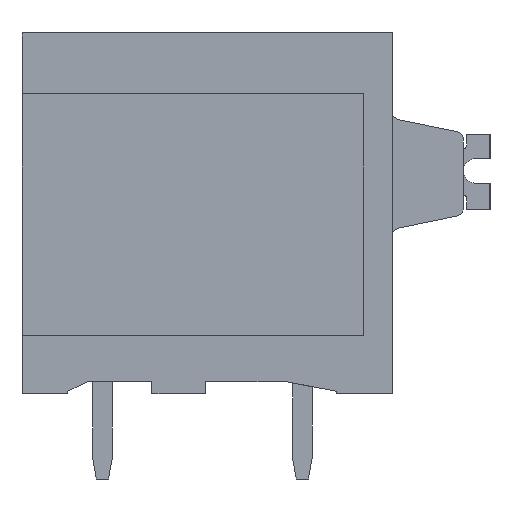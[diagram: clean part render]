
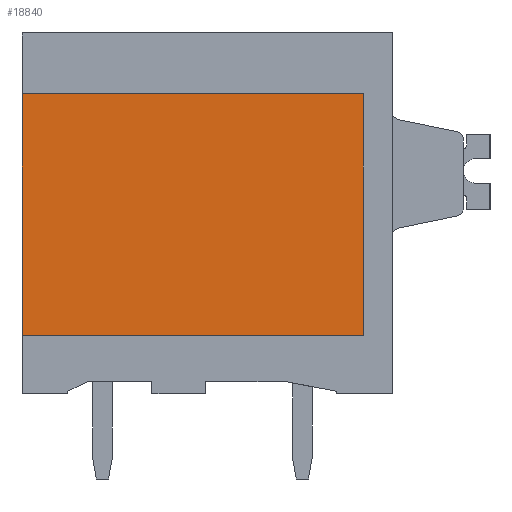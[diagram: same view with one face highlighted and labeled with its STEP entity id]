
A CAD part, left-side view. The second image highlights one B-rep face of the part: STEP entity #18840.
In plain terms, the highlighted planar face has unit normal (-1, 0, 0).
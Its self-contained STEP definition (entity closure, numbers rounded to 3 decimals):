
#7507=AXIS2_PLACEMENT_3D('Plane Axis2P3D',#7504,#7505,#7506) ;
#7504=CARTESIAN_POINT('Axis2P3D Location',(1.1,0.,0.)) ;
#18710=CARTESIAN_POINT('Vertex',(1.1,19.2,5.9)) ;
#18713=CARTESIAN_POINT('Line Origine',(1.1,19.2,10.85)) ;
#18717=CARTESIAN_POINT('Vertex',(1.1,19.2,15.8)) ;
#18790=CARTESIAN_POINT('Vertex',(1.1,5.2,5.9)) ;
#18793=CARTESIAN_POINT('Line Origine',(1.1,12.2,5.9)) ;
#18814=CARTESIAN_POINT('Vertex',(1.1,5.2,15.8)) ;
#18817=CARTESIAN_POINT('Line Origine',(1.1,5.2,10.85)) ;
#18829=CARTESIAN_POINT('Line Origine',(1.1,12.2,15.8)) ;
#7505=DIRECTION('Axis2P3D Direction',(-1.,0.,0.)) ;
#7506=DIRECTION('Axis2P3D XDirection',(0.,-1.,0.)) ;
#18714=DIRECTION('Vector Direction',(0.,0.,1.)) ;
#18794=DIRECTION('Vector Direction',(0.,1.,0.)) ;
#18818=DIRECTION('Vector Direction',(0.,0.,1.)) ;
#18830=DIRECTION('Vector Direction',(0.,1.,0.)) ;
#18715=VECTOR('Line Direction',#18714,1.) ;
#18795=VECTOR('Line Direction',#18794,1.) ;
#18819=VECTOR('Line Direction',#18818,1.) ;
#18831=VECTOR('Line Direction',#18830,1.) ;
#18835=ORIENTED_EDGE('',*,*,#18797,.F.) ;
#18836=ORIENTED_EDGE('',*,*,#18821,.T.) ;
#18837=ORIENTED_EDGE('',*,*,#18833,.T.) ;
#18838=ORIENTED_EDGE('',*,*,#18719,.F.) ;
#18840=ADVANCED_FACE('_LMF 5.08/19/90 3.5SN OR BX 1330900000',(#18839),#7508,.T.) ;
#18719=EDGE_CURVE('',#18711,#18718,#18716,.T.) ;
#18797=EDGE_CURVE('',#18791,#18711,#18796,.T.) ;
#18821=EDGE_CURVE('',#18791,#18815,#18820,.T.) ;
#18833=EDGE_CURVE('',#18815,#18718,#18832,.T.) ;
#18834=EDGE_LOOP('',(#18835,#18836,#18837,#18838)) ;
#18839=FACE_OUTER_BOUND('',#18834,.T.) ;
#18716=LINE('Line',#18713,#18715) ;
#18796=LINE('Line',#18793,#18795) ;
#18820=LINE('Line',#18817,#18819) ;
#18832=LINE('Line',#18829,#18831) ;
#7508=PLANE('',#7507) ;
#18711=VERTEX_POINT('',#18710) ;
#18718=VERTEX_POINT('',#18717) ;
#18791=VERTEX_POINT('',#18790) ;
#18815=VERTEX_POINT('',#18814) ;
